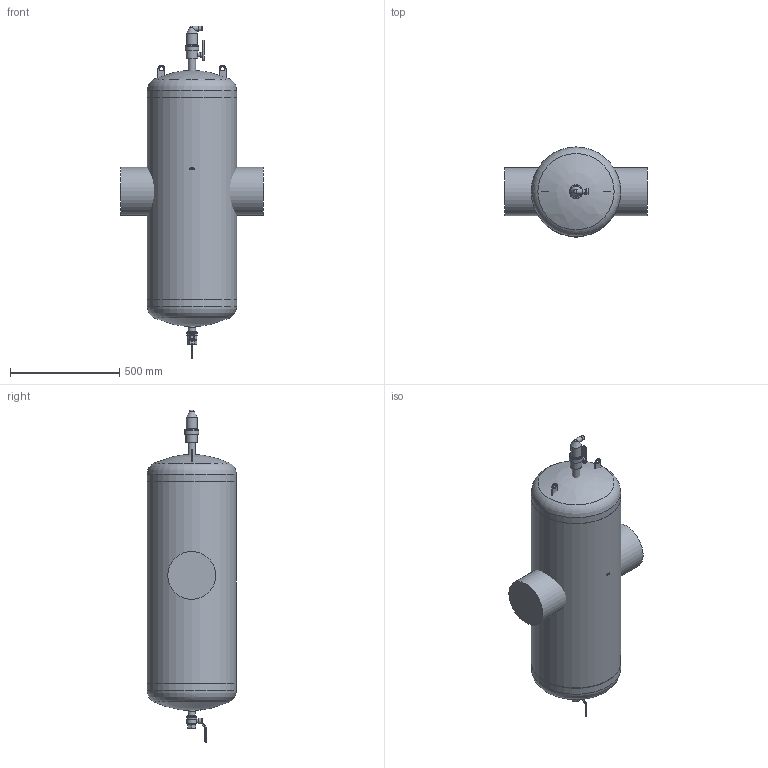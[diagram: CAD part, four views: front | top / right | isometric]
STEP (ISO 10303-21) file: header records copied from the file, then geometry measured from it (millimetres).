
FILE_DESCRIPTION(/* description */ (''),/* implementation_level */ '2;1');
FILE_NAME(/* name */ '3d_ExtwinTW219.1-9253160.stp',/* time_stamp */ '2015-12-07T14:37:58+01:00',/* author */ ('Andrzej'),/* organization */ (''),/* preprocessor_version */ 'ST-DEVELOPER v15.5',/* originating_system */ 'AutoCAD Mechanical',/* authorisation */ '');
FILE_SCHEMA (('AUTOMOTIVE_DESIGN { 1 0 10303 214 3 1 1 }'));
Length unit declared in the file: millimetre
Products named in the file (1): Product
Bounding box: 650 x 411.32 x 1519 mm (x, y, z)
Volume: 171116376.1 mm3; surface area: 2751608.7 mm2
Topology: 18 solids, 18 shells, 307 faces, 744 edges, 485 vertices
Faces by surface type: plane 171, cylinder 114, cone 11, torus 8, bspline 2, sphere 1
Full cylindrical faces by diameter (mm): 16.662 x1, 20 x4, 20.955 x1, 22 x1, 23 x1, 26.5 x1, 33.25 x1, 33.7 x2, 37.5 x1, 45 x1, 46.5 x1, 47 x1, 50 x1, 53 x1, 63 x2, 219.1 x1, 409 x3
Entity records: 9135 total; most frequent: CARTESIAN_POINT 1924, DIRECTION 1538, ORIENTED_EDGE 1388, EDGE_CURVE 694, AXIS2_PLACEMENT_3D 554, VERTEX_POINT 474, LINE 430, VECTOR 430
